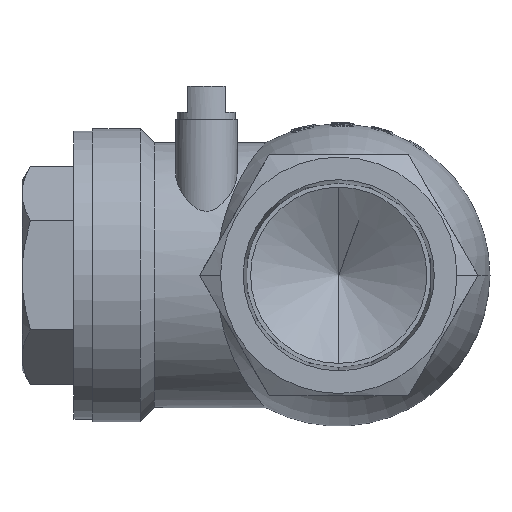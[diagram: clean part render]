
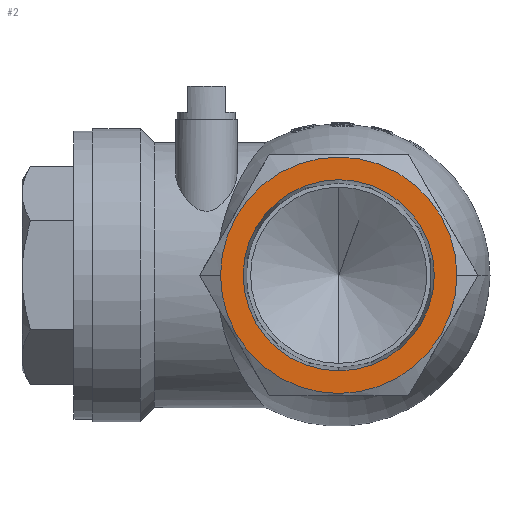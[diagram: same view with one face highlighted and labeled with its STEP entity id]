
A CAD part, left-side view. The second image highlights one B-rep face of the part: STEP entity #2.
In plain terms, the highlighted planar face has unit normal (-1, 0, 0).
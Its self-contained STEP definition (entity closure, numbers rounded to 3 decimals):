
#2 = ADVANCED_FACE ( 'NONE', ( #6380, #6379 ), #4189, .T. ) ;
#278 = EDGE_LOOP ( 'NONE', ( #6254, #6255 ) ) ;
#363 = EDGE_LOOP ( 'NONE', ( #6256, #6257 ) ) ;
#505 = CARTESIAN_POINT ( 'NONE',  ( -52.5, 0., 0. ) ) ;
#506 = DIRECTION ( 'NONE',  ( -1., 0., 0. ) ) ;
#507 = DIRECTION ( 'NONE',  ( 0., -1., 0. ) ) ;
#812 = CARTESIAN_POINT ( 'NONE',  ( -52.5, 0., 0. ) ) ;
#813 = DIRECTION ( 'NONE',  ( -1., 0., 0. ) ) ;
#814 = DIRECTION ( 'NONE',  ( 0., 0., 1. ) ) ;
#3425 = CIRCLE ( 'NONE', #5997, 25. ) ;
#3476 = CIRCLE ( 'NONE', #6006, 20.216 ) ;
#4189 = PLANE ( 'NONE',  #5804 ) ;
#4194 = CARTESIAN_POINT ( 'NONE',  ( -52.5, -25., 0. ) ) ;
#4195 = DIRECTION ( 'NONE',  ( -1., 0., 0. ) ) ;
#4196 = DIRECTION ( 'NONE',  ( 0., -1., 0. ) ) ;
#5722 = EDGE_CURVE ( 'NONE', #7058, #6956, #6546, .T. ) ;
#5723 = EDGE_CURVE ( 'NONE', #6988, #6987, #6548, .T. ) ;
#5804 = AXIS2_PLACEMENT_3D ( 'NONE', #4194, #4195, #4196 ) ;
#5886 = AXIS2_PLACEMENT_3D ( 'NONE', #9303, #9304, #9305 ) ;
#5888 = AXIS2_PLACEMENT_3D ( 'NONE', #9287, #9301, #9302 ) ;
#5997 = AXIS2_PLACEMENT_3D ( 'NONE', #505, #506, #507 ) ;
#6006 = AXIS2_PLACEMENT_3D ( 'NONE', #812, #813, #814 ) ;
#6254 = ORIENTED_EDGE ( 'NONE', *, *, #5722, .F. ) ;
#6255 = ORIENTED_EDGE ( 'NONE', *, *, #10539, .F. ) ;
#6256 = ORIENTED_EDGE ( 'NONE', *, *, #5723, .T. ) ;
#6257 = ORIENTED_EDGE ( 'NONE', *, *, #10493, .T. ) ;
#6379 = FACE_OUTER_BOUND ( 'NONE', #363, .T. ) ;
#6380 = FACE_BOUND ( 'NONE', #278, .T. ) ;
#6546 = CIRCLE ( 'NONE', #5888, 20.216 ) ;
#6548 = CIRCLE ( 'NONE', #5886, 25. ) ;
#6956 = VERTEX_POINT ( 'NONE', #9890 ) ;
#6987 = VERTEX_POINT ( 'NONE', #9921 ) ;
#6988 = VERTEX_POINT ( 'NONE', #9922 ) ;
#7058 = VERTEX_POINT ( 'NONE', #9992 ) ;
#9287 = CARTESIAN_POINT ( 'NONE',  ( -52.5, 0., 0. ) ) ;
#9301 = DIRECTION ( 'NONE',  ( -1., 0., 0. ) ) ;
#9302 = DIRECTION ( 'NONE',  ( 0., 0., 1. ) ) ;
#9303 = CARTESIAN_POINT ( 'NONE',  ( -52.5, 0., 0. ) ) ;
#9304 = DIRECTION ( 'NONE',  ( -1., 0., 0. ) ) ;
#9305 = DIRECTION ( 'NONE',  ( 0., -1., 0. ) ) ;
#9890 = CARTESIAN_POINT ( 'NONE',  ( -52.5, 0., -20.216 ) ) ;
#9921 = CARTESIAN_POINT ( 'NONE',  ( -52.5, -25., 0. ) ) ;
#9922 = CARTESIAN_POINT ( 'NONE',  ( -52.5, 25., 0. ) ) ;
#9992 = CARTESIAN_POINT ( 'NONE',  ( -52.5, 0., 20.216 ) ) ;
#10493 = EDGE_CURVE ( 'NONE', #6987, #6988, #3425, .T. ) ;
#10539 = EDGE_CURVE ( 'NONE', #6956, #7058, #3476, .T. ) ;
